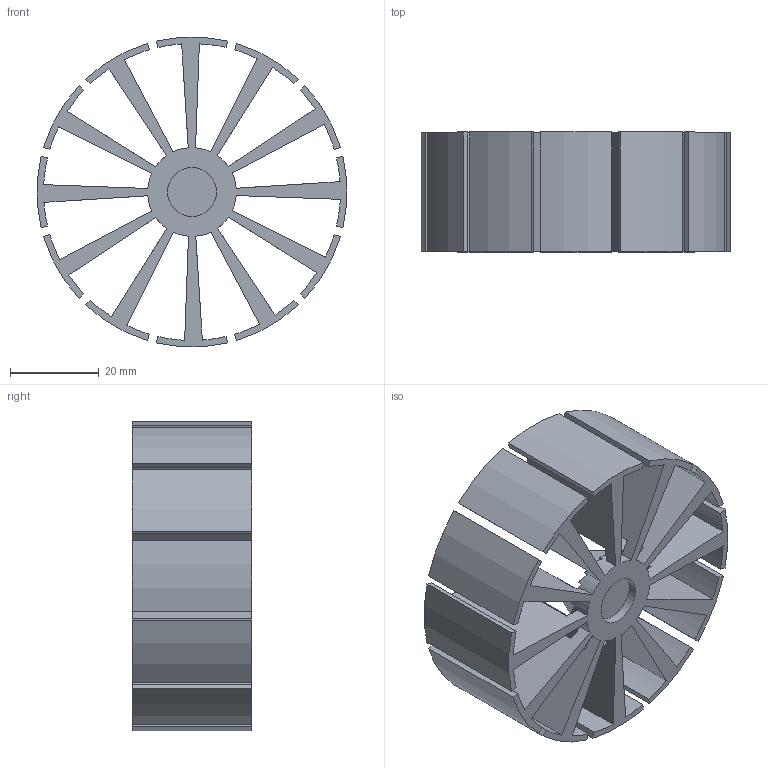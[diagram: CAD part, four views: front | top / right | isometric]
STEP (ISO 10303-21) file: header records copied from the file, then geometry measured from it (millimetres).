
FILE_DESCRIPTION(/* description */ (''),/* implementation_level */ '2;1');
FILE_NAME(/* name */ 'COIL STATOR.step',/* time_stamp */ '2024-02-08T00:08:05+05:30',/* author */ (''),/* organization */ (''),/* preprocessor_version */ 'ST-DEVELOPER v20',/* originating_system */ 'Autodesk Translation Framework v12.14.0.127',/* authorisation */ '');
FILE_SCHEMA (('AUTOMOTIVE_DESIGN { 1 0 10303 214 3 1 1 }'));
Length unit declared in the file: centimetre
Products named in the file (1): COIL STATOR
Bounding box: 69.79 x 27 x 69.79 mm (x, y, z)
Volume: 28483.5 mm3; surface area: 27046.1 mm2
Topology: 1 solids, 1 shells, 223 faces, 635 edges, 415 vertices
Faces by surface type: plane 124, cylinder 51, bspline 48
Full cylindrical faces by diameter (mm): 11 x1, 12 x1, 20 x1
Entity records: 8614 total; most frequent: CARTESIAN_POINT 2965, ORIENTED_EDGE 1270, DIRECTION 1040, EDGE_CURVE 635, VERTEX_POINT 415, LINE 392, VECTOR 392, AXIS2_PLACEMENT_3D 324
